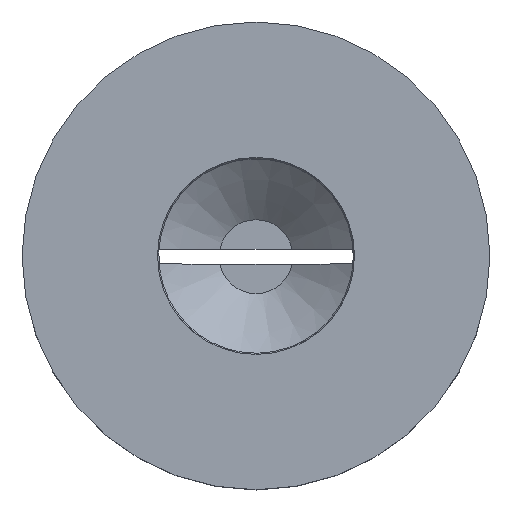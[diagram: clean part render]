
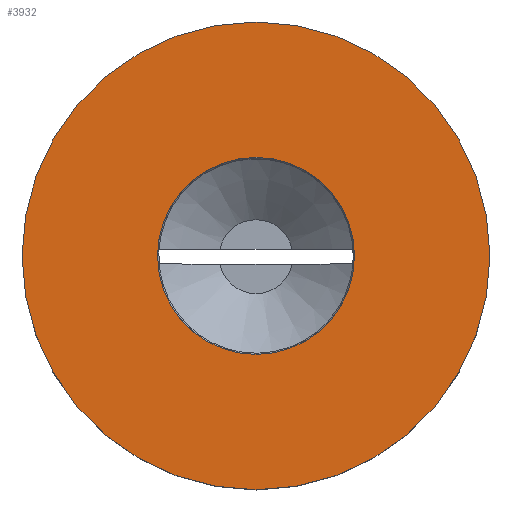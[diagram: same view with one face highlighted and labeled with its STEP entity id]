
A CAD part, top view. The second image highlights one B-rep face of the part: STEP entity #3932.
In plain terms, the highlighted planar face has unit normal (0, 0, 1).
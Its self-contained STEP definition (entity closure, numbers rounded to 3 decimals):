
#2275 = CYLINDRICAL_SURFACE('',#2276,95.);
#2276 = AXIS2_PLACEMENT_3D('',#2277,#2278,#2279);
#2277 = CARTESIAN_POINT('',(0.,0.,180.));
#2278 = DIRECTION('',(0.,0.,-1.));
#2279 = DIRECTION('',(1.,0.,0.));
#3113 = EDGE_CURVE('',#3114,#3114,#3116,.T.);
#3114 = VERTEX_POINT('',#3115);
#3115 = CARTESIAN_POINT('',(95.,0.,180.));
#3116 = SURFACE_CURVE('',#3117,(#3122,#3129),.PCURVE_S1.);
#3117 = CIRCLE('',#3118,95.);
#3118 = AXIS2_PLACEMENT_3D('',#3119,#3120,#3121);
#3119 = CARTESIAN_POINT('',(0.,0.,180.));
#3120 = DIRECTION('',(0.,0.,-1.));
#3121 = DIRECTION('',(1.,0.,0.));
#3122 = PCURVE('',#2275,#3123);
#3123 = DEFINITIONAL_REPRESENTATION('',(#3124),#3128);
#3124 = LINE('',#3125,#3126);
#3125 = CARTESIAN_POINT('',(0.,0.));
#3126 = VECTOR('',#3127,1.);
#3127 = DIRECTION('',(1.,0.));
#3128 = ( GEOMETRIC_REPRESENTATION_CONTEXT(2) 
PARAMETRIC_REPRESENTATION_CONTEXT() REPRESENTATION_CONTEXT('2D SPACE',''
  ) );
#3129 = PCURVE('',#3130,#3135);
#3130 = PLANE('',#3131);
#3131 = AXIS2_PLACEMENT_3D('',#3132,#3133,#3134);
#3132 = CARTESIAN_POINT('',(0.,0.,180.));
#3133 = DIRECTION('',(0.,0.,-1.));
#3134 = DIRECTION('',(1.,0.,0.));
#3135 = DEFINITIONAL_REPRESENTATION('',(#3136),#3140);
#3136 = CIRCLE('',#3137,95.);
#3137 = AXIS2_PLACEMENT_2D('',#3138,#3139);
#3138 = CARTESIAN_POINT('',(0.,0.));
#3139 = DIRECTION('',(1.,-0.));
#3140 = ( GEOMETRIC_REPRESENTATION_CONTEXT(2) 
PARAMETRIC_REPRESENTATION_CONTEXT() REPRESENTATION_CONTEXT('2D SPACE',''
  ) );
#3864 = CYLINDRICAL_SURFACE('',#3865,40.);
#3865 = AXIS2_PLACEMENT_3D('',#3866,#3867,#3868);
#3866 = CARTESIAN_POINT('',(0.,0.,20.));
#3867 = DIRECTION('',(0.,0.,1.));
#3868 = DIRECTION('',(1.,0.,0.));
#3932 = ADVANCED_FACE('',(#3933,#3959),#3130,.F.);
#3933 = FACE_BOUND('',#3934,.T.);
#3934 = EDGE_LOOP('',(#3935));
#3935 = ORIENTED_EDGE('',*,*,#3936,.T.);
#3936 = EDGE_CURVE('',#3937,#3937,#3939,.T.);
#3937 = VERTEX_POINT('',#3938);
#3938 = CARTESIAN_POINT('',(40.,0.,180.));
#3939 = SURFACE_CURVE('',#3940,(#3945,#3952),.PCURVE_S1.);
#3940 = CIRCLE('',#3941,40.);
#3941 = AXIS2_PLACEMENT_3D('',#3942,#3943,#3944);
#3942 = CARTESIAN_POINT('',(0.,0.,180.));
#3943 = DIRECTION('',(0.,0.,-1.));
#3944 = DIRECTION('',(1.,0.,0.));
#3945 = PCURVE('',#3130,#3946);
#3946 = DEFINITIONAL_REPRESENTATION('',(#3947),#3951);
#3947 = CIRCLE('',#3948,40.);
#3948 = AXIS2_PLACEMENT_2D('',#3949,#3950);
#3949 = CARTESIAN_POINT('',(0.,0.));
#3950 = DIRECTION('',(1.,-0.));
#3951 = ( GEOMETRIC_REPRESENTATION_CONTEXT(2) 
PARAMETRIC_REPRESENTATION_CONTEXT() REPRESENTATION_CONTEXT('2D SPACE',''
  ) );
#3952 = PCURVE('',#3864,#3953);
#3953 = DEFINITIONAL_REPRESENTATION('',(#3954),#3958);
#3954 = LINE('',#3955,#3956);
#3955 = CARTESIAN_POINT('',(-0.,160.));
#3956 = VECTOR('',#3957,1.);
#3957 = DIRECTION('',(-1.,0.));
#3958 = ( GEOMETRIC_REPRESENTATION_CONTEXT(2) 
PARAMETRIC_REPRESENTATION_CONTEXT() REPRESENTATION_CONTEXT('2D SPACE',''
  ) );
#3959 = FACE_BOUND('',#3960,.T.);
#3960 = EDGE_LOOP('',(#3961));
#3961 = ORIENTED_EDGE('',*,*,#3113,.F.);
